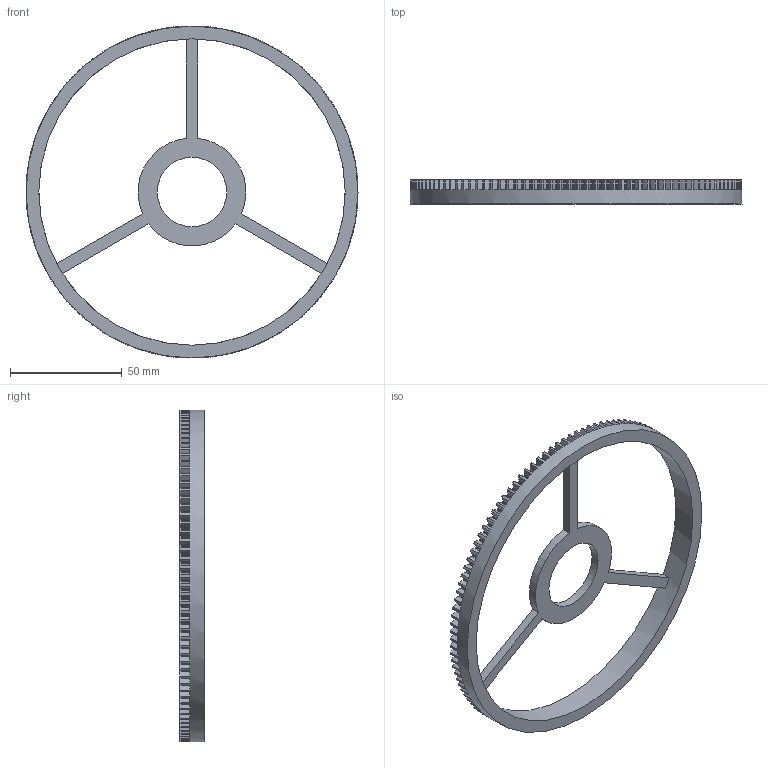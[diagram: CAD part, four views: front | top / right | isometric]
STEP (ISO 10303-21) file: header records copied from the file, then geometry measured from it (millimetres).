
FILE_DESCRIPTION(/* description */ ('STEP AP242','CAx-IF Rec.Pracs.---Representation and Presentation of Product Manufacturing Information (PMI)---4.0---2014-10-13','CAx-IF Rec.Pracs.---3D Tessellated Geometry---0.4---2014-09-14','2;1'),/* implementation_level */ '2;1');
FILE_NAME(/* name */ '67657d2667f02c7fbb450180',/* time_stamp */ '2024-12-20T14:20:24Z',/* author */ (''),/* organization */ (''),/* preprocessor_version */ 'ST-DEVELOPER v20',/* originating_system */ 'ONSHAPE BY PTC INC, 1.191',/* authorisation */ ' ');
FILE_SCHEMA (('AP242_MANAGED_MODEL_BASED_3D_ENGINEERING_MIM_LF { 1 0 10303 442 1 1 4 }'));
Length unit declared in the file: metre
Products named in the file (1): Spur gear (115 teeth)
Bounding box: 148.59 x 10.79 x 148.59 mm (x, y, z)
Volume: 31572.6 mm3; surface area: 22101 mm2
Topology: 1 solids, 1 shells, 705 faces, 2115 edges, 1410 vertices
Faces by surface type: cylinder 581, plane 124
Full cylindrical faces by diameter (mm): 31.115 x1, 137.16 x1, 148.59 x1
Entity records: 24900 total; most frequent: CARTESIAN_POINT 4914, DIRECTION 4688, ORIENTED_EDGE 4220, EDGE_CURVE 2110, AXIS2_PLACEMENT_3D 2102, VERTEX_POINT 1408, CIRCLE 1396, EDGE_LOOP 714
